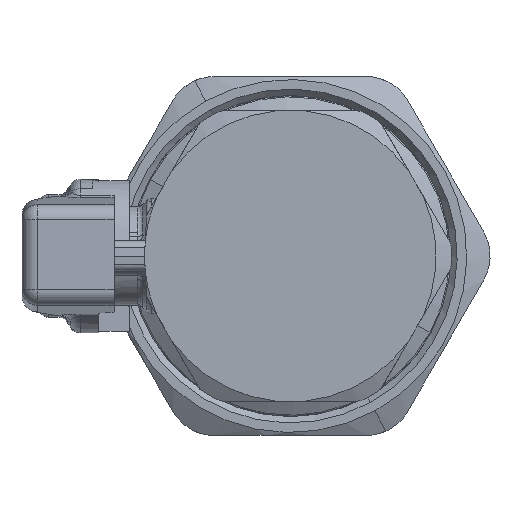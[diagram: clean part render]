
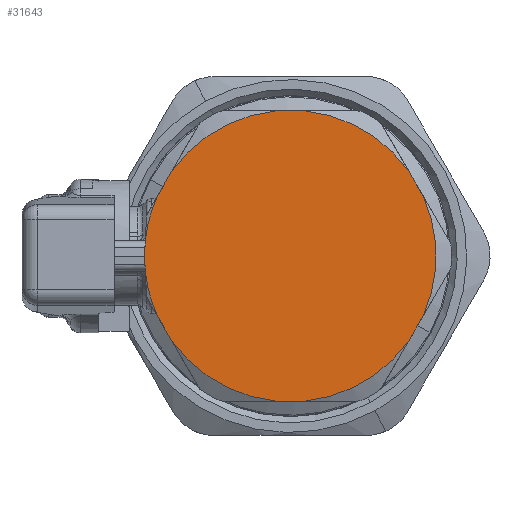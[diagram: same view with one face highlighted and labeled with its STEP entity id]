
A CAD part, front view. The second image highlights one B-rep face of the part: STEP entity #31643.
In plain terms, the highlighted planar face has unit normal (0, -1, 0).
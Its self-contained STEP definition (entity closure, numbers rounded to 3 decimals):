
#29916=CARTESIAN_POINT('Vertex',(15.394,-32.2,11.136)) ;
#29921=CARTESIAN_POINT('Line Origine',(16.368,-32.2,9.45)) ;
#29925=CARTESIAN_POINT('Vertex',(17.341,-32.2,7.764)) ;
#30122=CARTESIAN_POINT('Vertex',(-1.947,-32.2,18.9)) ;
#30127=CARTESIAN_POINT('Line Origine',(0.,-32.2,18.9)) ;
#30131=CARTESIAN_POINT('Vertex',(1.947,-32.2,18.9)) ;
#30264=CARTESIAN_POINT('Vertex',(-17.341,-32.2,7.764)) ;
#30269=CARTESIAN_POINT('Line Origine',(-16.368,-32.2,9.45)) ;
#30273=CARTESIAN_POINT('Vertex',(-15.394,-32.2,11.136)) ;
#30319=CARTESIAN_POINT('Vertex',(17.341,-32.2,-7.764)) ;
#30324=CARTESIAN_POINT('Line Origine',(16.368,-32.2,-9.45)) ;
#30328=CARTESIAN_POINT('Vertex',(15.394,-32.2,-11.136)) ;
#30408=CARTESIAN_POINT('Vertex',(-18.997,-32.2,0.052)) ;
#30411=CARTESIAN_POINT('Line Origine',(-18.947,-32.2,1.019)) ;
#30415=CARTESIAN_POINT('Vertex',(-18.896,-32.2,1.986)) ;
#30564=CARTESIAN_POINT('Vertex',(-18.997,-32.2,-0.052)) ;
#30581=CARTESIAN_POINT('Vertex',(-18.896,-32.2,-1.986)) ;
#30584=CARTESIAN_POINT('Line Origine',(-18.947,-32.2,-1.019)) ;
#30686=CARTESIAN_POINT('Vertex',(-15.394,-32.2,-11.136)) ;
#30691=CARTESIAN_POINT('Line Origine',(-16.368,-32.2,-9.45)) ;
#30695=CARTESIAN_POINT('Vertex',(-17.341,-32.2,-7.764)) ;
#30896=CARTESIAN_POINT('Vertex',(1.947,-32.2,-18.9)) ;
#30901=CARTESIAN_POINT('Line Origine',(0.,-32.2,-18.9)) ;
#30905=CARTESIAN_POINT('Vertex',(-1.947,-32.2,-18.9)) ;
#31565=CARTESIAN_POINT('Axis2P3D Location',(0.,-32.2,0.)) ;
#31585=CARTESIAN_POINT('Axis2P3D Location',(30.,-32.2,0.)) ;
#31590=CARTESIAN_POINT('Axis2P3D Location',(0.,-32.2,0.)) ;
#31595=CARTESIAN_POINT('Axis2P3D Location',(0.,-32.2,0.)) ;
#31600=CARTESIAN_POINT('Axis2P3D Location',(0.,-32.2,0.)) ;
#31605=CARTESIAN_POINT('Axis2P3D Location',(0.,-32.2,0.)) ;
#31610=CARTESIAN_POINT('Axis2P3D Location',(0.,-32.2,0.)) ;
#31615=CARTESIAN_POINT('Axis2P3D Location',(-17.999,-32.2,0.)) ;
#31620=CARTESIAN_POINT('Axis2P3D Location',(0.,-32.2,0.)) ;
#29922=DIRECTION('Vector Direction',(-0.5,0.,0.866)) ;
#30128=DIRECTION('Vector Direction',(1.,0.,0.)) ;
#30270=DIRECTION('Vector Direction',(0.5,0.,0.866)) ;
#30325=DIRECTION('Vector Direction',(-0.5,0.,-0.866)) ;
#30412=DIRECTION('Vector Direction',(-0.052,0.,-0.999)) ;
#30585=DIRECTION('Vector Direction',(0.052,0.,-0.999)) ;
#30692=DIRECTION('Vector Direction',(-0.5,0.,0.866)) ;
#30902=DIRECTION('Vector Direction',(-1.,0.,0.)) ;
#31566=DIRECTION('Axis2P3D Direction',(0.,1.,-0.)) ;
#31586=DIRECTION('Axis2P3D Direction',(0.,-1.,0.)) ;
#31587=DIRECTION('Axis2P3D XDirection',(1.,0.,0.)) ;
#31591=DIRECTION('Axis2P3D Direction',(0.,-1.,0.)) ;
#31596=DIRECTION('Axis2P3D Direction',(0.,-1.,0.)) ;
#31601=DIRECTION('Axis2P3D Direction',(0.,-1.,0.)) ;
#31606=DIRECTION('Axis2P3D Direction',(0.,-1.,0.)) ;
#31611=DIRECTION('Axis2P3D Direction',(0.,-1.,0.)) ;
#31616=DIRECTION('Axis2P3D Direction',(0.,-1.,0.)) ;
#31621=DIRECTION('Axis2P3D Direction',(0.,-1.,0.)) ;
#31567=AXIS2_PLACEMENT_3D('Circle Axis2P3D',#31565,#31566,$) ;
#31588=AXIS2_PLACEMENT_3D('Plane Axis2P3D',#31585,#31586,#31587) ;
#31592=AXIS2_PLACEMENT_3D('Circle Axis2P3D',#31590,#31591,$) ;
#31597=AXIS2_PLACEMENT_3D('Circle Axis2P3D',#31595,#31596,$) ;
#31602=AXIS2_PLACEMENT_3D('Circle Axis2P3D',#31600,#31601,$) ;
#31607=AXIS2_PLACEMENT_3D('Circle Axis2P3D',#31605,#31606,$) ;
#31612=AXIS2_PLACEMENT_3D('Circle Axis2P3D',#31610,#31611,$) ;
#31617=AXIS2_PLACEMENT_3D('Circle Axis2P3D',#31615,#31616,$) ;
#31622=AXIS2_PLACEMENT_3D('Circle Axis2P3D',#31620,#31621,$) ;
#31626=ORIENTED_EDGE('',*,*,#31594,.T.) ;
#31627=ORIENTED_EDGE('',*,*,#30907,.F.) ;
#31628=ORIENTED_EDGE('',*,*,#31599,.T.) ;
#31629=ORIENTED_EDGE('',*,*,#30330,.F.) ;
#31630=ORIENTED_EDGE('',*,*,#31569,.T.) ;
#31631=ORIENTED_EDGE('',*,*,#29927,.T.) ;
#31632=ORIENTED_EDGE('',*,*,#31604,.T.) ;
#31633=ORIENTED_EDGE('',*,*,#30133,.F.) ;
#31634=ORIENTED_EDGE('',*,*,#31609,.T.) ;
#31635=ORIENTED_EDGE('',*,*,#30275,.F.) ;
#31636=ORIENTED_EDGE('',*,*,#31614,.T.) ;
#31637=ORIENTED_EDGE('',*,*,#30417,.T.) ;
#31638=ORIENTED_EDGE('',*,*,#31619,.T.) ;
#31639=ORIENTED_EDGE('',*,*,#30588,.T.) ;
#31640=ORIENTED_EDGE('',*,*,#31624,.T.) ;
#31641=ORIENTED_EDGE('',*,*,#30697,.F.) ;
#29923=VECTOR('Line Direction',#29922,1.) ;
#30129=VECTOR('Line Direction',#30128,1.) ;
#30271=VECTOR('Line Direction',#30270,1.) ;
#30326=VECTOR('Line Direction',#30325,1.) ;
#30413=VECTOR('Line Direction',#30412,1.) ;
#30586=VECTOR('Line Direction',#30585,1.) ;
#30693=VECTOR('Line Direction',#30692,1.) ;
#30903=VECTOR('Line Direction',#30902,1.) ;
#31643=ADVANCED_FACE('PartBody',(#31642),#31589,.T.) ;
#31568=CIRCLE('generated circle',#31567,19.) ;
#31593=CIRCLE('generated circle',#31592,19.) ;
#31598=CIRCLE('generated circle',#31597,19.) ;
#31603=CIRCLE('generated circle',#31602,19.) ;
#31608=CIRCLE('generated circle',#31607,19.) ;
#31613=CIRCLE('generated circle',#31612,19.) ;
#31618=CIRCLE('generated circle',#31617,1.) ;
#31623=CIRCLE('generated circle',#31622,19.) ;
#29927=EDGE_CURVE('',#29926,#29917,#29924,.T.) ;
#30133=EDGE_CURVE('',#30123,#30132,#30130,.T.) ;
#30275=EDGE_CURVE('',#30265,#30274,#30272,.T.) ;
#30330=EDGE_CURVE('',#30320,#30329,#30327,.T.) ;
#30417=EDGE_CURVE('',#30416,#30409,#30414,.T.) ;
#30588=EDGE_CURVE('',#30565,#30582,#30587,.T.) ;
#30697=EDGE_CURVE('',#30687,#30696,#30694,.T.) ;
#30907=EDGE_CURVE('',#30897,#30906,#30904,.T.) ;
#31569=EDGE_CURVE('',#30320,#29926,#31568,.F.) ;
#31594=EDGE_CURVE('',#30687,#30906,#31593,.T.) ;
#31599=EDGE_CURVE('',#30897,#30329,#31598,.T.) ;
#31604=EDGE_CURVE('',#29917,#30132,#31603,.T.) ;
#31609=EDGE_CURVE('',#30123,#30274,#31608,.T.) ;
#31614=EDGE_CURVE('',#30265,#30416,#31613,.T.) ;
#31619=EDGE_CURVE('',#30409,#30565,#31618,.T.) ;
#31624=EDGE_CURVE('',#30582,#30696,#31623,.T.) ;
#31625=EDGE_LOOP('',(#31626,#31627,#31628,#31629,#31630,#31631,#31632,#31633,#31634,#31635,#31636,#31637,#31638,#31639,#31640,#31641)) ;
#31642=FACE_OUTER_BOUND('',#31625,.T.) ;
#29924=LINE('Line',#29921,#29923) ;
#30130=LINE('Line',#30127,#30129) ;
#30272=LINE('Line',#30269,#30271) ;
#30327=LINE('Line',#30324,#30326) ;
#30414=LINE('Line',#30411,#30413) ;
#30587=LINE('Line',#30584,#30586) ;
#30694=LINE('Line',#30691,#30693) ;
#30904=LINE('Line',#30901,#30903) ;
#31589=PLANE('',#31588) ;
#29917=VERTEX_POINT('',#29916) ;
#29926=VERTEX_POINT('',#29925) ;
#30123=VERTEX_POINT('',#30122) ;
#30132=VERTEX_POINT('',#30131) ;
#30265=VERTEX_POINT('',#30264) ;
#30274=VERTEX_POINT('',#30273) ;
#30320=VERTEX_POINT('',#30319) ;
#30329=VERTEX_POINT('',#30328) ;
#30409=VERTEX_POINT('',#30408) ;
#30416=VERTEX_POINT('',#30415) ;
#30565=VERTEX_POINT('',#30564) ;
#30582=VERTEX_POINT('',#30581) ;
#30687=VERTEX_POINT('',#30686) ;
#30696=VERTEX_POINT('',#30695) ;
#30897=VERTEX_POINT('',#30896) ;
#30906=VERTEX_POINT('',#30905) ;
